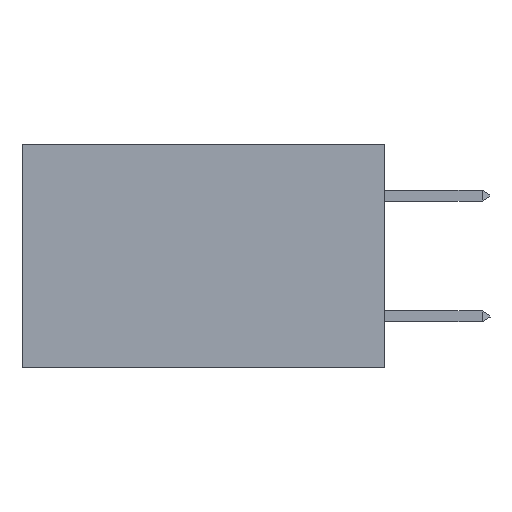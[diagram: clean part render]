
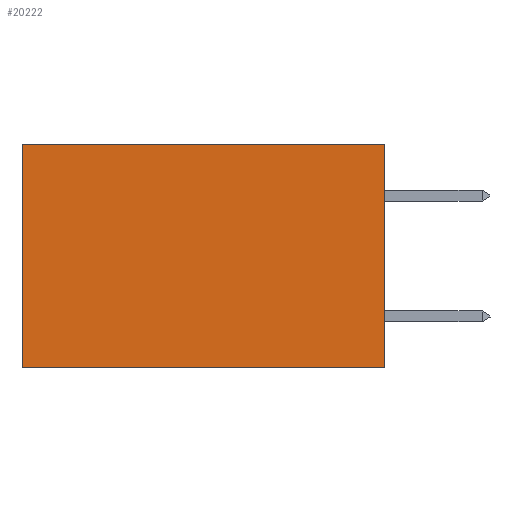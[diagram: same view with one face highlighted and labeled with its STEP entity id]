
A CAD part, left-side view. The second image highlights one B-rep face of the part: STEP entity #20222.
In plain terms, the highlighted planar face has unit normal (-1, 0, 0).
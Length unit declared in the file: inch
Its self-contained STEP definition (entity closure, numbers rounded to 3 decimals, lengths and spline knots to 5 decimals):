
#1489 = LINE ( 'NONE', #10374, #13147 ) ;
#1616 = CARTESIAN_POINT ( 'NONE',  ( 0.2875, 0., 0. ) ) ;
#2615 = VECTOR ( 'NONE', #7362, 39.37008 ) ;
#4186 = DIRECTION ( 'NONE',  ( 0., 0., -1. ) ) ;
#7102 = LINE ( 'NONE', #34855, #16264 ) ;
#7192 = DIRECTION ( 'NONE',  ( 0., 0., -1. ) ) ;
#7362 = DIRECTION ( 'NONE',  ( 0., 1., 0. ) ) ;
#7424 = LINE ( 'NONE', #25838, #2615 ) ;
#7926 = VERTEX_POINT ( 'NONE', #33537 ) ;
#10374 = CARTESIAN_POINT ( 'NONE',  ( 0.2875, 0.6, 0. ) ) ;
#11033 = EDGE_CURVE ( 'NONE', #7926, #17575, #1489, .T. ) ;
#11459 = CARTESIAN_POINT ( 'NONE',  ( 0.2875, 0.6, -0.37 ) ) ;
#13147 = VECTOR ( 'NONE', #29202, 39.37008 ) ;
#16095 = DIRECTION ( 'NONE',  ( 1., 0., 0. ) ) ;
#16264 = VECTOR ( 'NONE', #4186, 39.37008 ) ;
#16484 = CARTESIAN_POINT ( 'NONE',  ( 0.2875, 0., 0. ) ) ;
#16923 = VECTOR ( 'NONE', #32543, 39.37008 ) ;
#17575 = VERTEX_POINT ( 'NONE', #11459 ) ;
#19681 = ORIENTED_EDGE ( 'NONE', *, *, #22334, .F. ) ;
#20222 = ADVANCED_FACE ( 'NONE', ( #25903 ), #30597, .F. ) ;
#21001 = VERTEX_POINT ( 'NONE', #16484 ) ;
#21953 = AXIS2_PLACEMENT_3D ( 'NONE', #22048, #16095, #7192 ) ;
#22048 = CARTESIAN_POINT ( 'NONE',  ( 0.2875, 0., 0. ) ) ;
#22334 = EDGE_CURVE ( 'NONE', #37104, #17575, #7424, .T. ) ;
#24000 = ORIENTED_EDGE ( 'NONE', *, *, #38425, .T. ) ;
#25838 = CARTESIAN_POINT ( 'NONE',  ( 0.2875, 0., -0.37 ) ) ;
#25903 = FACE_OUTER_BOUND ( 'NONE', #30839, .T. ) ;
#29202 = DIRECTION ( 'NONE',  ( 0., 0., -1. ) ) ;
#30597 = PLANE ( 'NONE',  #21953 ) ;
#30839 = EDGE_LOOP ( 'NONE', ( #31375, #19681, #31813, #24000 ) ) ;
#31149 = EDGE_CURVE ( 'NONE', #21001, #37104, #7102, .T. ) ;
#31375 = ORIENTED_EDGE ( 'NONE', *, *, #11033, .T. ) ;
#31395 = CARTESIAN_POINT ( 'NONE',  ( 0.2875, 0., -0.37 ) ) ;
#31813 = ORIENTED_EDGE ( 'NONE', *, *, #31149, .F. ) ;
#32543 = DIRECTION ( 'NONE',  ( 0., 1., 0. ) ) ;
#33537 = CARTESIAN_POINT ( 'NONE',  ( 0.2875, 0.6, 0. ) ) ;
#34855 = CARTESIAN_POINT ( 'NONE',  ( 0.2875, 0., 0. ) ) ;
#35285 = LINE ( 'NONE', #1616, #16923 ) ;
#37104 = VERTEX_POINT ( 'NONE', #31395 ) ;
#38425 = EDGE_CURVE ( 'NONE', #21001, #7926, #35285, .T. ) ;
